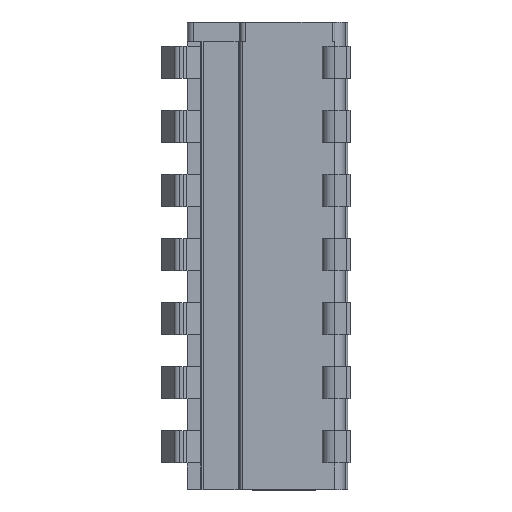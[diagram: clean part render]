
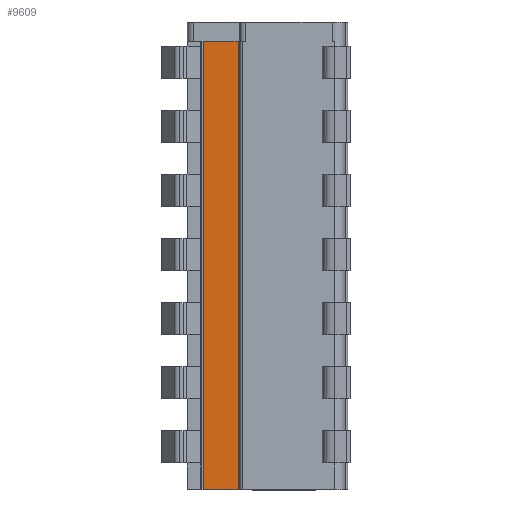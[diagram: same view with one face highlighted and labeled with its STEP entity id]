
A CAD part, top view. The second image highlights one B-rep face of the part: STEP entity #9609.
In plain terms, the highlighted planar face has unit normal (0, 0, 1).
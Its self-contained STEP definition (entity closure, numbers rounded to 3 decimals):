
#19=DIRECTION('',(1.,0.,0.));
#20=VECTOR('',#19,2.7);
#21=CARTESIAN_POINT('',(-4.12,0.,2.725));
#22=LINE('',#21,#20);
#2980=DIRECTION('',(1.,0.,0.));
#2981=VECTOR('',#2980,2.7);
#2982=CARTESIAN_POINT('',(-4.12,-35.,2.725));
#2983=LINE('',#2982,#2981);
#3154=DIRECTION('',(0.,1.,0.));
#3155=VECTOR('',#3154,35.);
#3156=CARTESIAN_POINT('',(-1.42,-35.,2.725));
#3157=LINE('',#3156,#3155);
#3158=DIRECTION('',(0.,-1.,0.));
#3159=VECTOR('',#3158,35.);
#3160=CARTESIAN_POINT('',(-4.12,0.,2.725));
#3161=LINE('',#3160,#3159);
#4296=CARTESIAN_POINT('',(-4.12,0.,2.725));
#4297=VERTEX_POINT('',#4296);
#4346=CARTESIAN_POINT('',(-4.12,-35.,2.725));
#4347=VERTEX_POINT('',#4346);
#5442=CARTESIAN_POINT('',(-1.42,-35.,2.725));
#5443=CARTESIAN_POINT('',(-1.42,0.,2.725));
#5444=VERTEX_POINT('',#5442);
#5445=VERTEX_POINT('',#5443);
#9596=CARTESIAN_POINT('',(-4.12,0.,2.725));
#9597=DIRECTION('',(0.,0.,1.));
#9598=DIRECTION('',(1.,0.,0.));
#9599=AXIS2_PLACEMENT_3D('',#9596,#9597,#9598);
#9600=PLANE('',#9599);
#9602=ORIENTED_EDGE('',*,*,#9601,.F.);
#9603=ORIENTED_EDGE('',*,*,#9541,.F.);
#9605=ORIENTED_EDGE('',*,*,#9604,.F.);
#9606=ORIENTED_EDGE('',*,*,#5587,.T.);
#9607=EDGE_LOOP('',(#9602,#9603,#9605,#9606));
#9608=FACE_OUTER_BOUND('',#9607,.F.);
#9609=ADVANCED_FACE('',(#9608),#9600,.T.);
#5587=EDGE_CURVE('',#4297,#5445,#22,.T.);
#9541=EDGE_CURVE('',#4347,#5444,#2983,.T.);
#9601=EDGE_CURVE('',#5444,#5445,#3157,.T.);
#9604=EDGE_CURVE('',#4297,#4347,#3161,.T.);
